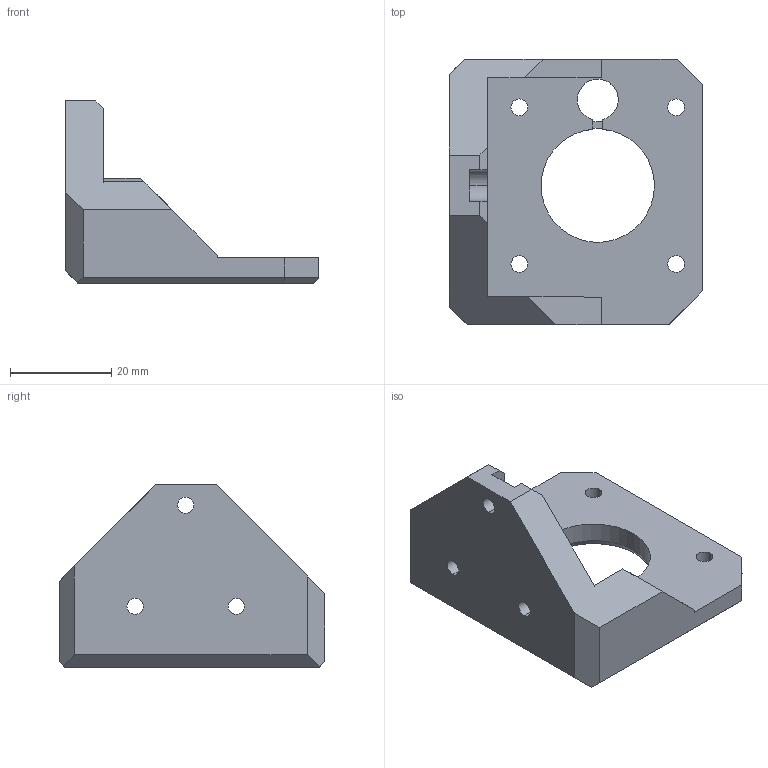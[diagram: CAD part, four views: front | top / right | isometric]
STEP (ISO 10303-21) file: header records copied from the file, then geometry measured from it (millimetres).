
FILE_DESCRIPTION (( 'STEP AP214' ), '1' );
FILE_NAME ('z-axis-bottom-left(R2).STEP', '2018-02-14T15:11:13', ( '' ), ( '' ), 'SwSTEP 2.0', 'SolidWorks 2017', '' );
FILE_SCHEMA (( 'AUTOMOTIVE_DESIGN' ));
Length unit declared in the file: millimetre
Products named in the file (1): z-axis-bottom-left(R2)
Bounding box: 50 x 52.5 x 36 mm (x, y, z)
Volume: 20706.1 mm3; surface area: 9420.4 mm2
Topology: 1 solids, 1 shells, 108 faces, 294 edges, 192 vertices
Faces by surface type: plane 54, cylinder 26, bspline 16, cone 12
Entity records: 4302 total; most frequent: CARTESIAN_POINT 1559, ORIENTED_EDGE 588, DIRECTION 510, EDGE_CURVE 294, LINE 192, VECTOR 192, VERTEX_POINT 192, AXIS2_PLACEMENT_3D 159
